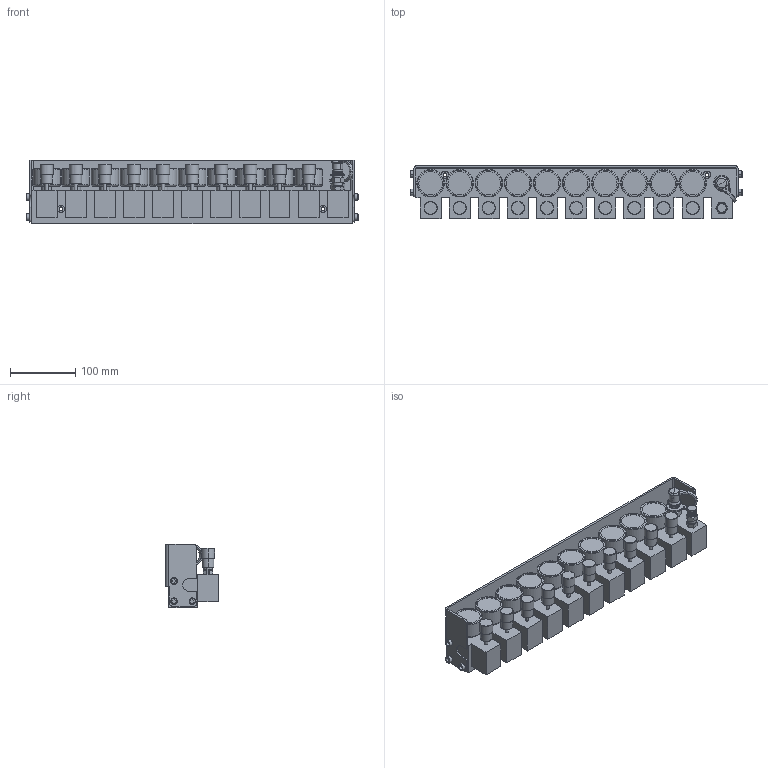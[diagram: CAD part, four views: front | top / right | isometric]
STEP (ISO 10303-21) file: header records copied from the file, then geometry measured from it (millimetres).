
FILE_DESCRIPTION (( 'STEP AP214' ), '1' );
FILE_NAME ('MCP-10.STEP', '2019-07-16T14:43:23', ( 'Metrol Springs' ), ( 'Hewlett-Packard Company' ), 'SwSTEP 2.0', 'SolidWorks 2017', '' );
FILE_SCHEMA (( 'AUTOMOTIVE_DESIGN' ));
Length unit declared in the file: millimetre
Products named in the file (1): MCP-10
Bounding box: 507.5 x 81 x 97 mm (x, y, z)
Surface area: 340386 mm2 (no closed solid volume)
Topology: 0 solids, 17 shells, 1771 faces, 4669 edges, 3037 vertices
Faces by surface type: bspline 664, cylinder 610, plane 284, cone 125, torus 82, sphere 6
Entity records: 171648 total; most frequent: CARTESIAN_POINT 117320, ORIENTED_EDGE 9336, DIRECTION 4900, EDGE_CURVE 4669, VERTEX_POINT 3037, AXIS2_PLACEMENT_3D 2051, EDGE_LOOP 1899, UNCERTAINTY_MEASURE_WITH_UNIT 1789
